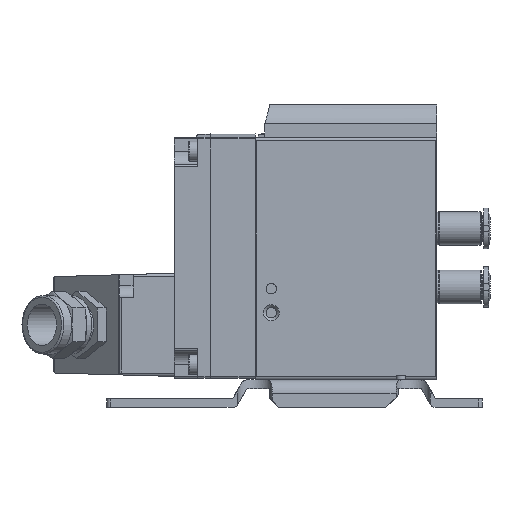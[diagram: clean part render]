
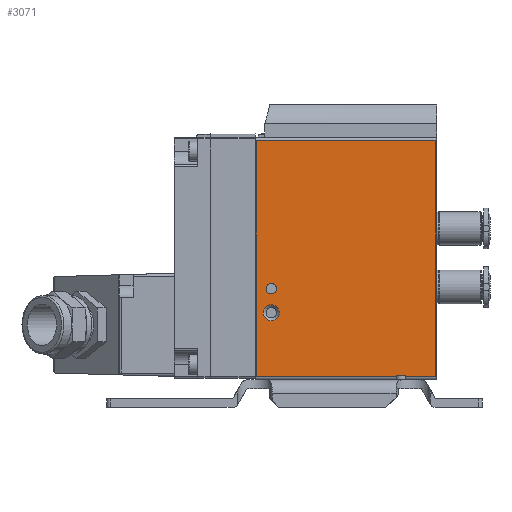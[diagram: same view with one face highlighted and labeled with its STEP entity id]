
A CAD part, left-side view. The second image highlights one B-rep face of the part: STEP entity #3071.
In plain terms, the highlighted face is planar.
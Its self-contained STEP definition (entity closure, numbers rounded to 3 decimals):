
#3071 = ADVANCED_FACE( '', ( #6334, #6335, #6336 ), #6337, .T. );
#6334 = FACE_BOUND( '', #9724, .T. );
#6335 = FACE_BOUND( '', #9725, .T. );
#6336 = FACE_OUTER_BOUND( '', #9726, .T. );
#6337 = PLANE( '', #9727 );
#9724 = EDGE_LOOP( '', ( #17715 ) );
#9725 = EDGE_LOOP( '', ( #17716 ) );
#9726 = EDGE_LOOP( '', ( #17717, #17718, #17719, #17720 ) );
#9727 = AXIS2_PLACEMENT_3D( '', #17721, #17722, #17723 );
#17715 = ORIENTED_EDGE( '', *, *, #22616, .F. );
#17716 = ORIENTED_EDGE( '', *, *, #21690, .F. );
#17717 = ORIENTED_EDGE( '', *, *, #22617, .T. );
#17718 = ORIENTED_EDGE( '', *, *, #22618, .F. );
#17719 = ORIENTED_EDGE( '', *, *, #22619, .F. );
#17720 = ORIENTED_EDGE( '', *, *, #22620, .T. );
#17721 = CARTESIAN_POINT( '', ( -35.2, 52.5, 15. ) );
#17722 = DIRECTION( '', ( 0., 0., 1. ) );
#17723 = DIRECTION( '', ( 1., 0., 0. ) );
#21690 = EDGE_CURVE( '', #26630, #26630, #26631, .T. );
#22616 = EDGE_CURVE( '', #27803, #27803, #27804, .T. );
#22617 = EDGE_CURVE( '', #27805, #27806, #27807, .T. );
#22618 = EDGE_CURVE( '', #27808, #27806, #27809, .T. );
#22619 = EDGE_CURVE( '', #27810, #27808, #27811, .T. );
#22620 = EDGE_CURVE( '', #27810, #27805, #27812, .T. );
#26630 = VERTEX_POINT( '', #33983 );
#26631 = CIRCLE( '', #33984, 2.3 );
#27803 = VERTEX_POINT( '', #35801 );
#27804 = CIRCLE( '', #35802, 1.5 );
#27805 = VERTEX_POINT( '', #35803 );
#27806 = VERTEX_POINT( '', #35804 );
#27807 = LINE( '', #35805, #35806 );
#27808 = VERTEX_POINT( '', #35807 );
#27809 = LINE( '', #35808, #35809 );
#27810 = VERTEX_POINT( '', #35810 );
#27811 = LINE( '', #35811, #35812 );
#27812 = LINE( '', #35813, #35814 );
#33983 = CARTESIAN_POINT( '', ( -13.7, 48.15, 15. ) );
#33984 = AXIS2_PLACEMENT_3D( '', #39164, #39165, #39166 );
#35801 = CARTESIAN_POINT( '', ( -7.5, 48.15, 15. ) );
#35802 = AXIS2_PLACEMENT_3D( '', #40012, #40013, #40014 );
#35803 = CARTESIAN_POINT( '', ( -34.5, 52.5, 15. ) );
#35804 = CARTESIAN_POINT( '', ( -34.5, 0.3, 15. ) );
#35805 = CARTESIAN_POINT( '', ( -34.5, 52.8, 15. ) );
#35806 = VECTOR( '', #40015, 1000. );
#35807 = CARTESIAN_POINT( '', ( 34., 0.3, 15. ) );
#35808 = CARTESIAN_POINT( '', ( 35., 0.3, 15. ) );
#35809 = VECTOR( '', #40016, 1000. );
#35810 = CARTESIAN_POINT( '', ( 34., 52.5, 15. ) );
#35811 = CARTESIAN_POINT( '', ( 34., 52.8, 15. ) );
#35812 = VECTOR( '', #40017, 1000. );
#35813 = CARTESIAN_POINT( '', ( 35., 52.5, 15. ) );
#35814 = VECTOR( '', #40018, 1000. );
#39164 = CARTESIAN_POINT( '', ( -16., 48.15, 15. ) );
#39165 = DIRECTION( '', ( 0., 0., 1. ) );
#39166 = DIRECTION( '', ( 1., 0., 0. ) );
#40012 = CARTESIAN_POINT( '', ( -9., 48.15, 15. ) );
#40013 = DIRECTION( '', ( 0., 0., 1. ) );
#40014 = DIRECTION( '', ( 1., 0., 0. ) );
#40015 = DIRECTION( '', ( 0., -1., 0. ) );
#40016 = DIRECTION( '', ( -1., 0., 0. ) );
#40017 = DIRECTION( '', ( 0., -1., 0. ) );
#40018 = DIRECTION( '', ( -1., 0., 0. ) );
